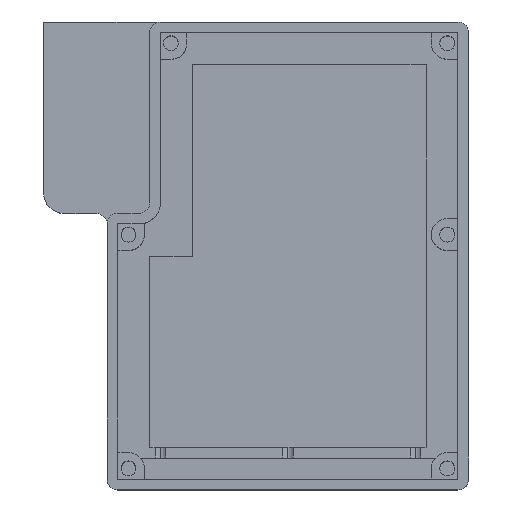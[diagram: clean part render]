
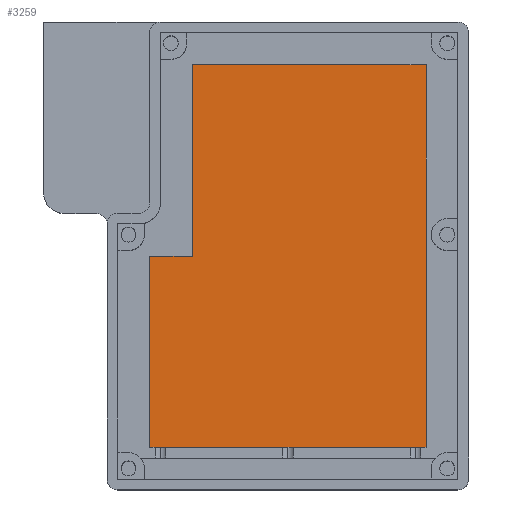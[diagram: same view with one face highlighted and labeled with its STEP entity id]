
A CAD part, top view. The second image highlights one B-rep face of the part: STEP entity #3259.
In plain terms, the highlighted planar face has unit normal (0, 0, 1).
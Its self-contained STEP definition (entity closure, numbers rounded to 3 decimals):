
#39 = CARTESIAN_POINT ( 'NONE',  ( 16., 44., 1.2 ) ) ;
#48 = ORIENTED_EDGE ( 'NONE', *, *, #2687, .T. ) ;
#71 = VERTEX_POINT ( 'NONE', #1781 ) ;
#111 = CARTESIAN_POINT ( 'NONE',  ( 8., 44., 1.2 ) ) ;
#280 = VERTEX_POINT ( 'NONE', #874 ) ;
#391 = CARTESIAN_POINT ( 'NONE',  ( 16., 80., 1.2 ) ) ;
#412 = VECTOR ( 'NONE', #2364, 1000. ) ;
#441 = CARTESIAN_POINT ( 'NONE',  ( 60., 80., 1.2 ) ) ;
#459 = LINE ( 'NONE', #3457, #3006 ) ;
#540 = LINE ( 'NONE', #3265, #1945 ) ;
#581 = DIRECTION ( 'NONE',  ( -1., 0., 0. ) ) ;
#785 = CARTESIAN_POINT ( 'NONE',  ( 16., 44., 1.2 ) ) ;
#864 = FACE_OUTER_BOUND ( 'NONE', #890, .T. ) ;
#874 = CARTESIAN_POINT ( 'NONE',  ( 60., 80., 1.2 ) ) ;
#883 = EDGE_CURVE ( 'NONE', #2802, #2573, #1915, .T. ) ;
#890 = EDGE_LOOP ( 'NONE', ( #2874, #2667, #2399, #48, #2787, #2071 ) ) ;
#932 = VECTOR ( 'NONE', #965, 1000. ) ;
#965 = DIRECTION ( 'NONE',  ( -1., 0., 0. ) ) ;
#1031 = VECTOR ( 'NONE', #581, 1000. ) ;
#1038 = LINE ( 'NONE', #441, #932 ) ;
#1081 = CARTESIAN_POINT ( 'NONE',  ( 0., 0., 1.2 ) ) ;
#1252 = LINE ( 'NONE', #3409, #412 ) ;
#1463 = CARTESIAN_POINT ( 'NONE',  ( 8., 8., 1.2 ) ) ;
#1561 = AXIS2_PLACEMENT_3D ( 'NONE', #1081, #2264, #3344 ) ;
#1781 = CARTESIAN_POINT ( 'NONE',  ( 60., 8., 1.2 ) ) ;
#1835 = VECTOR ( 'NONE', #2375, 1000. ) ;
#1915 = LINE ( 'NONE', #39, #1031 ) ;
#1935 = EDGE_CURVE ( 'NONE', #2608, #2802, #459, .T. ) ;
#1945 = VECTOR ( 'NONE', #2679, 1000. ) ;
#2071 = ORIENTED_EDGE ( 'NONE', *, *, #2424, .T. ) ;
#2264 = DIRECTION ( 'NONE',  ( 0., 0., 1. ) ) ;
#2364 = DIRECTION ( 'NONE',  ( 1., 0., 0. ) ) ;
#2375 = DIRECTION ( 'NONE',  ( 0., -1., 0. ) ) ;
#2399 = ORIENTED_EDGE ( 'NONE', *, *, #883, .T. ) ;
#2424 = EDGE_CURVE ( 'NONE', #71, #280, #540, .T. ) ;
#2570 = CARTESIAN_POINT ( 'NONE',  ( 8., 44., 1.2 ) ) ;
#2573 = VERTEX_POINT ( 'NONE', #111 ) ;
#2582 = VERTEX_POINT ( 'NONE', #1463 ) ;
#2608 = VERTEX_POINT ( 'NONE', #391 ) ;
#2667 = ORIENTED_EDGE ( 'NONE', *, *, #1935, .T. ) ;
#2679 = DIRECTION ( 'NONE',  ( 0., 1., 0. ) ) ;
#2687 = EDGE_CURVE ( 'NONE', #2573, #2582, #2852, .T. ) ;
#2729 = EDGE_CURVE ( 'NONE', #280, #2608, #1038, .T. ) ;
#2787 = ORIENTED_EDGE ( 'NONE', *, *, #3427, .T. ) ;
#2802 = VERTEX_POINT ( 'NONE', #785 ) ;
#2852 = LINE ( 'NONE', #2570, #1835 ) ;
#2874 = ORIENTED_EDGE ( 'NONE', *, *, #2729, .T. ) ;
#3006 = VECTOR ( 'NONE', #3315, 1000. ) ;
#3019 = PLANE ( 'NONE',  #1561 ) ;
#3259 = ADVANCED_FACE ( 'NONE', ( #864 ), #3019, .T. ) ;
#3265 = CARTESIAN_POINT ( 'NONE',  ( 60., 8., 1.2 ) ) ;
#3315 = DIRECTION ( 'NONE',  ( 0., -1., 0. ) ) ;
#3344 = DIRECTION ( 'NONE',  ( 1., 0., 0. ) ) ;
#3409 = CARTESIAN_POINT ( 'NONE',  ( 8., 8., 1.2 ) ) ;
#3427 = EDGE_CURVE ( 'NONE', #2582, #71, #1252, .T. ) ;
#3457 = CARTESIAN_POINT ( 'NONE',  ( 16., 80., 1.2 ) ) ;
